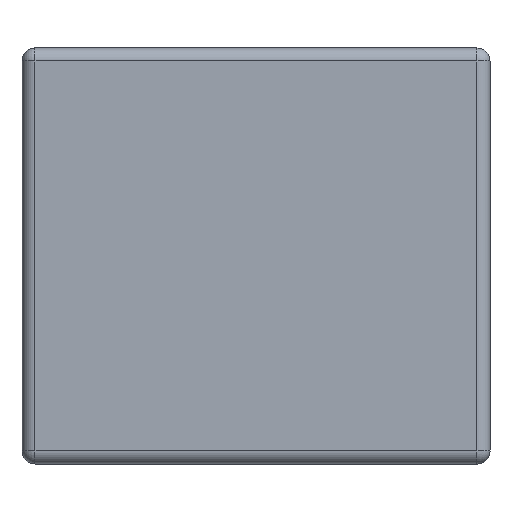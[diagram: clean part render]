
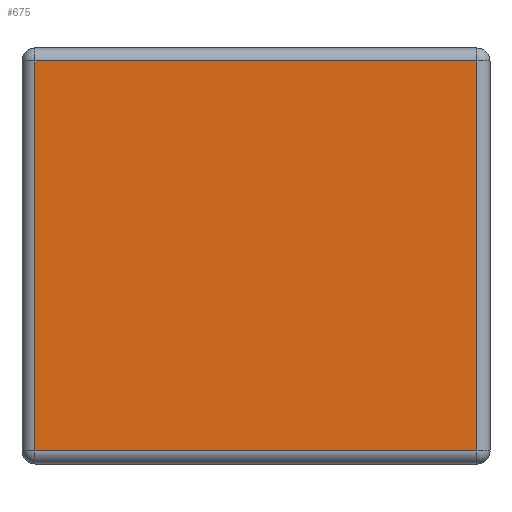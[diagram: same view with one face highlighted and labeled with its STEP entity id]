
A CAD part, left-side view. The second image highlights one B-rep face of the part: STEP entity #675.
In plain terms, the highlighted planar face has unit normal (-1, 0, 0).
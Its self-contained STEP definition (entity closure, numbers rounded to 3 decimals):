
#18 = CARTESIAN_POINT ( 'NONE',  ( -1.6, 1.8, 0.8 ) ) ;
#30 = DIRECTION ( 'NONE',  ( 1., 0., 0. ) ) ;
#57 = FACE_OUTER_BOUND ( 'NONE', #732, .T. ) ;
#77 = DIRECTION ( 'NONE',  ( 0., 1., 0. ) ) ;
#79 = CARTESIAN_POINT ( 'NONE',  ( -1.6, 0.05, -0.75 ) ) ;
#163 = LINE ( 'NONE', #422, #188 ) ;
#188 = VECTOR ( 'NONE', #77, 1000. ) ;
#232 = EDGE_CURVE ( 'NONE', #771, #256, #163, .T. ) ;
#235 = VERTEX_POINT ( 'NONE', #79 ) ;
#256 = VERTEX_POINT ( 'NONE', #511 ) ;
#382 = CARTESIAN_POINT ( 'NONE',  ( -1.6, 0.05, 0.8 ) ) ;
#422 = CARTESIAN_POINT ( 'NONE',  ( -1.6, 1.8, 0.75 ) ) ;
#508 = LINE ( 'NONE', #382, #1573 ) ;
#511 = CARTESIAN_POINT ( 'NONE',  ( -1.6, 1.75, 0.75 ) ) ;
#623 = DIRECTION ( 'NONE',  ( 0., 0., 1. ) ) ;
#675 = ADVANCED_FACE ( 'NONE', ( #57 ), #1669, .F. ) ;
#709 = VECTOR ( 'NONE', #1235, 1000. ) ;
#732 = EDGE_LOOP ( 'NONE', ( #1078, #1080, #1265, #1093 ) ) ;
#771 = VERTEX_POINT ( 'NONE', #923 ) ;
#794 = VECTOR ( 'NONE', #1751, 1000. ) ;
#821 = CARTESIAN_POINT ( 'NONE',  ( -1.6, 1.75, -0.75 ) ) ;
#824 = EDGE_CURVE ( 'NONE', #235, #771, #508, .T. ) ;
#909 = DIRECTION ( 'NONE',  ( 0., 0., -1. ) ) ;
#923 = CARTESIAN_POINT ( 'NONE',  ( -1.6, 0.05, 0.75 ) ) ;
#969 = EDGE_CURVE ( 'NONE', #1136, #235, #1536, .T. ) ;
#1078 = ORIENTED_EDGE ( 'NONE', *, *, #1089, .T. ) ;
#1080 = ORIENTED_EDGE ( 'NONE', *, *, #969, .T. ) ;
#1089 = EDGE_CURVE ( 'NONE', #256, #1136, #1453, .T. ) ;
#1093 = ORIENTED_EDGE ( 'NONE', *, *, #232, .T. ) ;
#1136 = VERTEX_POINT ( 'NONE', #821 ) ;
#1235 = DIRECTION ( 'NONE',  ( 0., 0., -1. ) ) ;
#1245 = CARTESIAN_POINT ( 'NONE',  ( -1.6, 1.75, 0.8 ) ) ;
#1265 = ORIENTED_EDGE ( 'NONE', *, *, #824, .T. ) ;
#1453 = LINE ( 'NONE', #1245, #709 ) ;
#1536 = LINE ( 'NONE', #1766, #794 ) ;
#1573 = VECTOR ( 'NONE', #623, 1000. ) ;
#1620 = AXIS2_PLACEMENT_3D ( 'NONE', #18, #30, #909 ) ;
#1669 = PLANE ( 'NONE',  #1620 ) ;
#1751 = DIRECTION ( 'NONE',  ( 0., -1., 0. ) ) ;
#1766 = CARTESIAN_POINT ( 'NONE',  ( -1.6, 1.8, -0.75 ) ) ;
